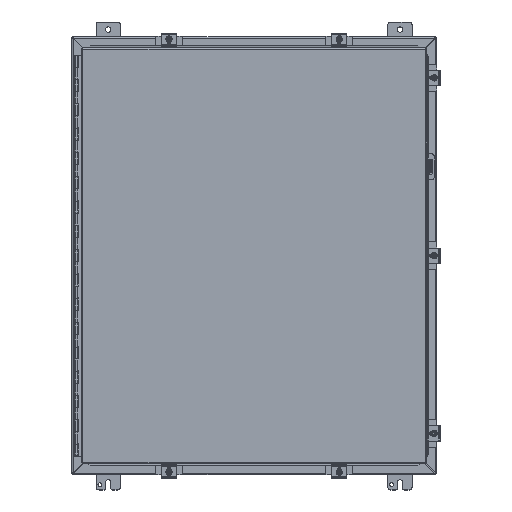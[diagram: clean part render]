
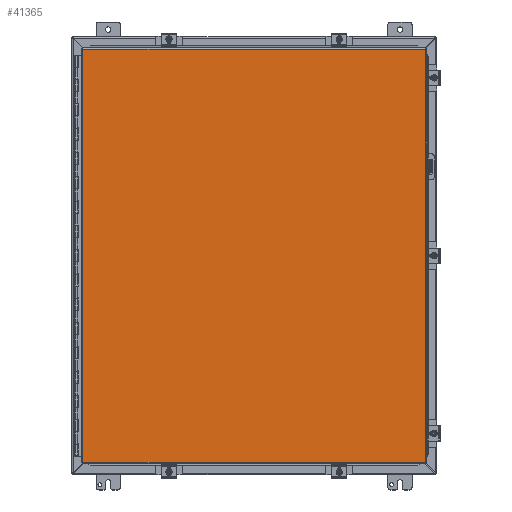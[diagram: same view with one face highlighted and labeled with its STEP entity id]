
A CAD part, top view. The second image highlights one B-rep face of the part: STEP entity #41365.
In plain terms, the highlighted face is planar.
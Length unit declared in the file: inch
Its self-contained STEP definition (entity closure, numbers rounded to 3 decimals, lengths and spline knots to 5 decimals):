
#15 = CARTESIAN_POINT ( 'NONE',  ( 14.08225, -16.9885, 0. ) ) ;
#294 = DIRECTION ( 'NONE',  ( 1., 0., 0. ) ) ;
#947 = CARTESIAN_POINT ( 'NONE',  ( -14.08225, 16.9885, 0. ) ) ;
#1764 = DIRECTION ( 'NONE',  ( 0., 0., 1. ) ) ;
#2199 = DIRECTION ( 'NONE',  ( 1., 0., 0. ) ) ;
#2293 = CARTESIAN_POINT ( 'NONE',  ( 0., 0., 0. ) ) ;
#2836 = PLANE ( 'NONE',  #24629 ) ;
#2886 = EDGE_CURVE ( 'NONE', #17792, #34217, #34023, .T. ) ;
#5637 = LINE ( 'NONE', #947, #14716 ) ;
#8045 = VECTOR ( 'NONE', #35878, 39.37008 ) ;
#9248 = LINE ( 'NONE', #41787, #8045 ) ;
#10044 = CARTESIAN_POINT ( 'NONE',  ( -14.08225, 16.9885, 0. ) ) ;
#10216 = CARTESIAN_POINT ( 'NONE',  ( -14.08225, -16.9885, 0. ) ) ;
#10327 = DIRECTION ( 'NONE',  ( 0., 1., 0. ) ) ;
#11244 = EDGE_CURVE ( 'NONE', #36335, #17792, #9248, .T. ) ;
#14597 = FACE_OUTER_BOUND ( 'NONE', #32595, .T. ) ;
#14716 = VECTOR ( 'NONE', #294, 39.37008 ) ;
#17792 = VERTEX_POINT ( 'NONE', #30476 ) ;
#19899 = ORIENTED_EDGE ( 'NONE', *, *, #39368, .T. ) ;
#21443 = ORIENTED_EDGE ( 'NONE', *, *, #11244, .T. ) ;
#23381 = VECTOR ( 'NONE', #38896, 39.37008 ) ;
#24629 = AXIS2_PLACEMENT_3D ( 'NONE', #2293, #1764, #2199 ) ;
#26627 = VERTEX_POINT ( 'NONE', #26721 ) ;
#26721 = CARTESIAN_POINT ( 'NONE',  ( 14.08225, 16.9885, 0. ) ) ;
#28327 = EDGE_CURVE ( 'NONE', #34217, #26627, #5637, .T. ) ;
#30476 = CARTESIAN_POINT ( 'NONE',  ( -14.08225, -16.9885, 0. ) ) ;
#32123 = ORIENTED_EDGE ( 'NONE', *, *, #2886, .T. ) ;
#32595 = EDGE_LOOP ( 'NONE', ( #32123, #39043, #19899, #21443 ) ) ;
#34023 = LINE ( 'NONE', #10216, #34061 ) ;
#34061 = VECTOR ( 'NONE', #10327, 39.37008 ) ;
#34217 = VERTEX_POINT ( 'NONE', #10044 ) ;
#35878 = DIRECTION ( 'NONE',  ( -1., 0., 0. ) ) ;
#36335 = VERTEX_POINT ( 'NONE', #15 ) ;
#38896 = DIRECTION ( 'NONE',  ( 0., -1., 0. ) ) ;
#39012 = CARTESIAN_POINT ( 'NONE',  ( 14.08225, 16.9885, 0. ) ) ;
#39043 = ORIENTED_EDGE ( 'NONE', *, *, #28327, .T. ) ;
#39368 = EDGE_CURVE ( 'NONE', #26627, #36335, #42712, .T. ) ;
#41365 = ADVANCED_FACE ( 'NONE', ( #14597 ), #2836, .F. ) ;
#41787 = CARTESIAN_POINT ( 'NONE',  ( 14.08225, -16.9885, 0. ) ) ;
#42712 = LINE ( 'NONE', #39012, #23381 ) ;
